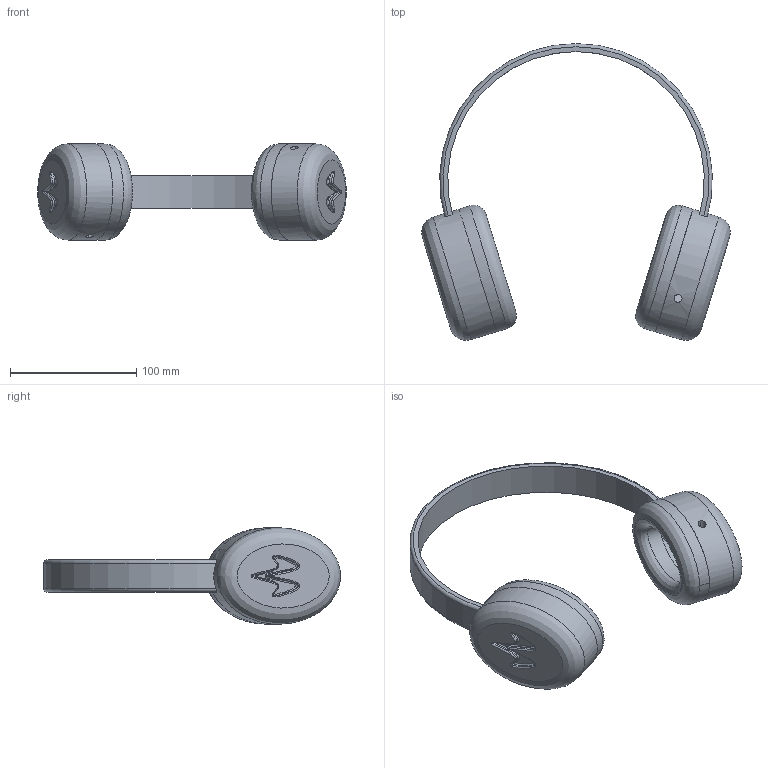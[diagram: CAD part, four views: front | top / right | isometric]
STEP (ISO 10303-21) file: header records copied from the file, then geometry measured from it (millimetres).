
FILE_DESCRIPTION(/* description */ ('STEP AP242','CAx-IF Rec.Pracs.---Representation and Presentation of Product Manufacturing Information (PMI)---4.0---2014-10-13','CAx-IF Rec.Pracs.---3D Tessellated Geometry---0.4---2014-09-14','2;1'),/* implementation_level */ '2;1');
FILE_NAME(/* name */ '684ce50029aa8c2a9c21fc7a',/* time_stamp */ '2025-06-14T02:57:04Z',/* author */ (''),/* organization */ (''),/* preprocessor_version */ 'ST-DEVELOPER v20',/* originating_system */ 'ONSHAPE BY PTC INC, 1.199',/* authorisation */ ' ');
FILE_SCHEMA (('AP242_MANAGED_MODEL_BASED_3D_ENGINEERING_MIM_LF { 1 0 10303 442 1 1 4 }'));
Length unit declared in the file: metre
Products named in the file (4): Assembly 1; Ear pad; Ear cup; head band
Assembly tree (5 placements, depth 2):
  Assembly 1
    Ear pad  x2
    Ear cup  x2
    head band
Bounding box: 244.33 x 235 x 76.2 mm (x, y, z)
Volume: 367123 mm3; surface area: 108610.7 mm2
Topology: 5 solids, 5 shells, 76 faces, 184 edges, 114 vertices
Faces by surface type: bspline 34, plane 26, cylinder 14, torus 2
Entity records: 8050 total; most frequent: CARTESIAN_POINT 7180, ORIENTED_EDGE 164, DIRECTION 120, EDGE_CURVE 82, VERTEX_POINT 57, EDGE_LOOP 57, FACE_BOUND 57, AXIS2_PLACEMENT_3D 48
